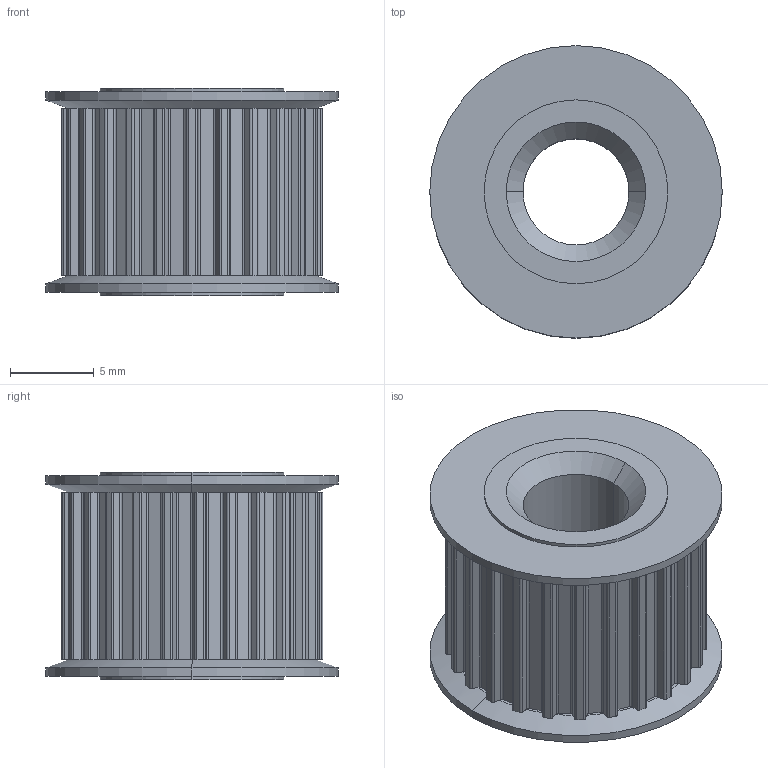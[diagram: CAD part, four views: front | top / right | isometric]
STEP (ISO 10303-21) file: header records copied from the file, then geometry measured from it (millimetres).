
FILE_DESCRIPTION (( 'STEP AP214' ), '1' );
FILE_NAME ('4333240000673.STEP', '2017-12-21T11:49:55', ( '13' ), ( '' ), 'SwSTEP 2.0', 'SolidWorks 2012', '' );
FILE_SCHEMA (( 'AUTOMOTIVE_DESIGN' ));
Length unit declared in the file: millimetre
Products named in the file (1): 4333240000673
Bounding box: 17.5 x 17.5 x 12.4 mm (x, y, z)
Volume: 1815 mm3; surface area: 1563 mm2
Topology: 1 solids, 1 shells, 322 faces, 846 edges, 528 vertices
Faces by surface type: plane 179, cylinder 135, cone 8
Entity records: 9982 total; most frequent: DIRECTION 1870, CARTESIAN_POINT 1697, ORIENTED_EDGE 1692, EDGE_CURVE 846, AXIS2_PLACEMENT_3D 701, VERTEX_POINT 528, VECTOR 468, LINE 468
